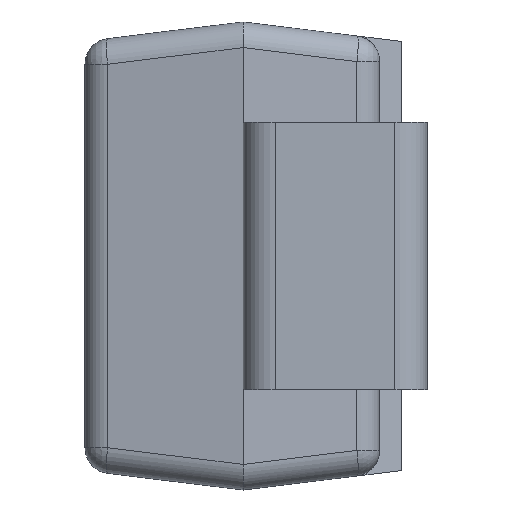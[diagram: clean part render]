
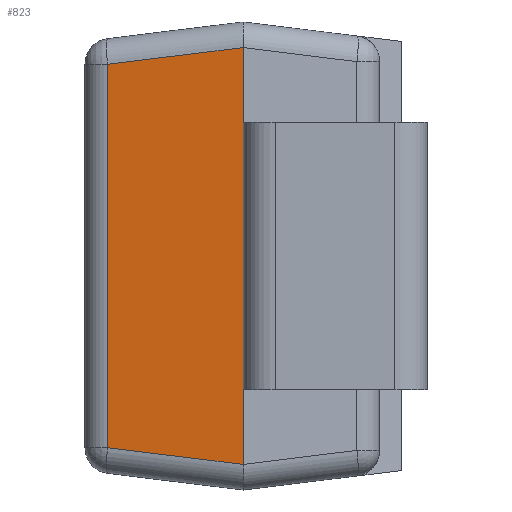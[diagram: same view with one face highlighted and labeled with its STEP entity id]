
A CAD part, left-side view. The second image highlights one B-rep face of the part: STEP entity #823.
In plain terms, the highlighted planar face has unit normal (-0.993, 0.122, 0).
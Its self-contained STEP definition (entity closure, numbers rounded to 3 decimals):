
#10 = DIRECTION ( 'NONE',  ( 0., 0., 1. ) ) ;
#38 = VECTOR ( 'NONE', #1813, 1000. ) ;
#153 = EDGE_CURVE ( 'NONE', #1771, #1092, #1825, .T. ) ;
#163 = VECTOR ( 'NONE', #754, 1000. ) ;
#250 = CARTESIAN_POINT ( 'NONE',  ( -2.112, 1.833, -1.564 ) ) ;
#396 = LINE ( 'NONE', #250, #38 ) ;
#738 = VERTEX_POINT ( 'NONE', #1180 ) ;
#754 = DIRECTION ( 'NONE',  ( 0.121, 0.985, -0.121 ) ) ;
#773 = DIRECTION ( 'NONE',  ( 0., 0., -1. ) ) ;
#823 = ADVANCED_FACE ( 'NONE', ( #1599 ), #2067, .T. ) ;
#849 = AXIS2_PLACEMENT_3D ( 'NONE', #2042, #1332, #2056 ) ;
#874 = EDGE_CURVE ( 'NONE', #738, #1771, #1397, .T. ) ;
#981 = EDGE_LOOP ( 'NONE', ( #1613, #2137, #1919, #1471 ) ) ;
#1005 = EDGE_CURVE ( 'NONE', #1753, #738, #396, .T. ) ;
#1092 = VERTEX_POINT ( 'NONE', #1116 ) ;
#1116 = CARTESIAN_POINT ( 'NONE',  ( -2.034, 2.474, 1.485 ) ) ;
#1153 = VECTOR ( 'NONE', #10, 1000. ) ;
#1180 = CARTESIAN_POINT ( 'NONE',  ( -2.162, 1.425, -1.614 ) ) ;
#1276 = CARTESIAN_POINT ( 'NONE',  ( -2.034, 2.474, -1.662 ) ) ;
#1332 = DIRECTION ( 'NONE',  ( -0.993, 0.122, 0. ) ) ;
#1382 = CARTESIAN_POINT ( 'NONE',  ( -2.162, 1.425, 1.813 ) ) ;
#1397 = LINE ( 'NONE', #1382, #1153 ) ;
#1471 = ORIENTED_EDGE ( 'NONE', *, *, #153, .T. ) ;
#1599 = FACE_OUTER_BOUND ( 'NONE', #981, .T. ) ;
#1613 = ORIENTED_EDGE ( 'NONE', *, *, #1628, .T. ) ;
#1628 = EDGE_CURVE ( 'NONE', #1092, #1753, #2264, .T. ) ;
#1753 = VERTEX_POINT ( 'NONE', #2214 ) ;
#1771 = VERTEX_POINT ( 'NONE', #1874 ) ;
#1813 = DIRECTION ( 'NONE',  ( -0.121, -0.985, -0.121 ) ) ;
#1825 = LINE ( 'NONE', #1957, #163 ) ;
#1874 = CARTESIAN_POINT ( 'NONE',  ( -2.162, 1.425, 1.614 ) ) ;
#1919 = ORIENTED_EDGE ( 'NONE', *, *, #874, .T. ) ;
#1957 = CARTESIAN_POINT ( 'NONE',  ( -2.165, 1.401, 1.617 ) ) ;
#1984 = VECTOR ( 'NONE', #773, 1000. ) ;
#2042 = CARTESIAN_POINT ( 'NONE',  ( -2.162, 1.425, 1.813 ) ) ;
#2056 = DIRECTION ( 'NONE',  ( -0.122, -0.993, 0. ) ) ;
#2067 = PLANE ( 'NONE',  #849 ) ;
#2137 = ORIENTED_EDGE ( 'NONE', *, *, #1005, .T. ) ;
#2214 = CARTESIAN_POINT ( 'NONE',  ( -2.034, 2.474, -1.485 ) ) ;
#2264 = LINE ( 'NONE', #1276, #1984 ) ;
